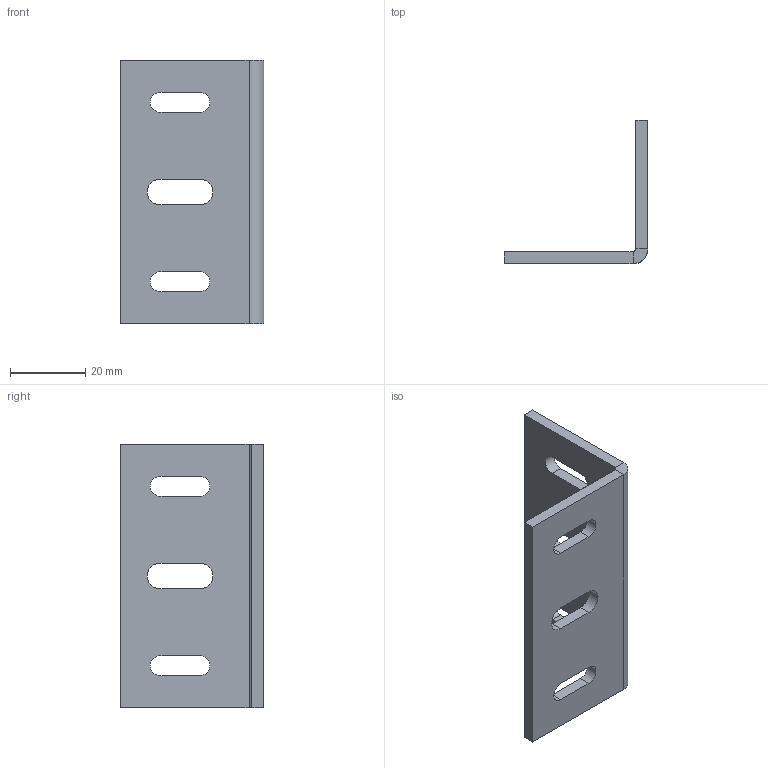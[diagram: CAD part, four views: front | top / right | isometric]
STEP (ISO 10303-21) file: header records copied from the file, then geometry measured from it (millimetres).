
FILE_DESCRIPTION (( 'STEP AP203' ), '1' );
FILE_NAME ('3018.STEP', '2010-08-20T13:22:33', ( '' ), ( '' ), 'SwSTEP 2.0', 'SolidWorks 2010', '' );
FILE_SCHEMA (( 'CONFIG_CONTROL_DESIGN' ));
Length unit declared in the file: inch
Products named in the file (1): 3018
Bounding box: 38.1 x 38.1 x 69.85 mm (x, y, z)
Volume: 14309.2 mm3; surface area: 10663.6 mm2
Topology: 1 solids, 1 shells, 41 faces, 109 edges, 70 vertices
Faces by surface type: plane 24, cylinder 17
Entity records: 1376 total; most frequent: DIRECTION 227, CARTESIAN_POINT 221, ORIENTED_EDGE 218, EDGE_CURVE 109, AXIS2_PLACEMENT_3D 76, LINE 75, VECTOR 75, VERTEX_POINT 70
